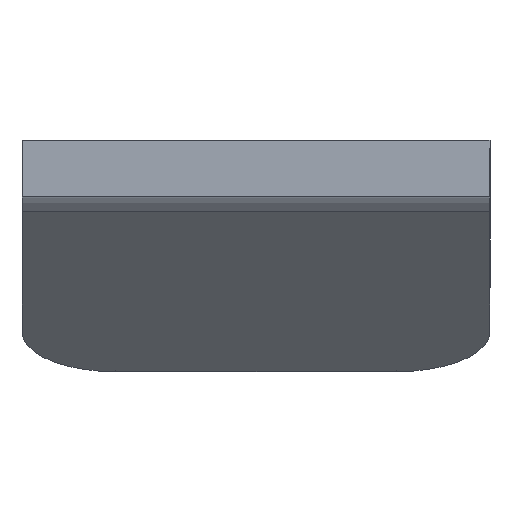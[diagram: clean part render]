
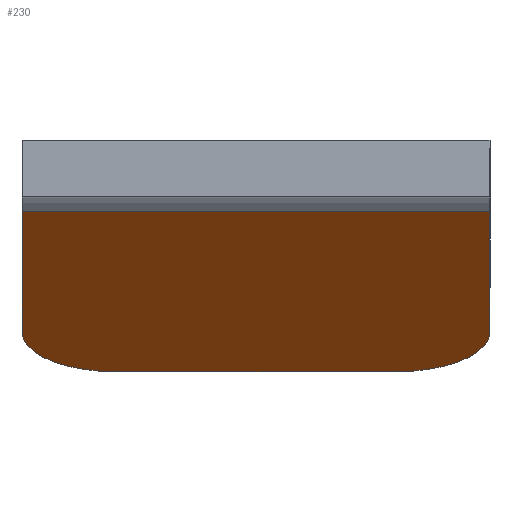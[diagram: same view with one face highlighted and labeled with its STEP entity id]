
A CAD part, front view. The second image highlights one B-rep face of the part: STEP entity #230.
In plain terms, the highlighted planar face has unit normal (0, -0.423, -0.906).
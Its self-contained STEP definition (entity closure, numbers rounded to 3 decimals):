
#2 = DIRECTION ( 'NONE',  ( -1., 0., 0. ) ) ;
#15 = VERTEX_POINT ( 'NONE', #422 ) ;
#21 = VERTEX_POINT ( 'NONE', #503 ) ;
#23 = VERTEX_POINT ( 'NONE', #301 ) ;
#28 = AXIS2_PLACEMENT_3D ( 'NONE', #68, #496, #110 ) ;
#29 = DIRECTION ( 'NONE',  ( 0., -0.906, 0.423 ) ) ;
#33 = CARTESIAN_POINT ( 'NONE',  ( -25., 99.516, -21.737 ) ) ;
#35 = ORIENTED_EDGE ( 'NONE', *, *, #84, .T. ) ;
#36 = CIRCLE ( 'NONE', #341, 10. ) ;
#39 = LINE ( 'NONE', #33, #102 ) ;
#40 = CARTESIAN_POINT ( 'NONE',  ( -25., 99.516, -21.737 ) ) ;
#48 = DIRECTION ( 'NONE',  ( 0., 0.423, 0.906 ) ) ;
#52 = EDGE_CURVE ( 'NONE', #404, #207, #39, .T. ) ;
#68 = CARTESIAN_POINT ( 'NONE',  ( -15., 90.453, -17.511 ) ) ;
#76 = EDGE_CURVE ( 'NONE', #404, #23, #36, .T. ) ;
#84 = EDGE_CURVE ( 'NONE', #489, #207, #502, .T. ) ;
#97 = EDGE_LOOP ( 'NONE', ( #100, #444, #429, #127, #370, #35 ) ) ;
#100 = ORIENTED_EDGE ( 'NONE', *, *, #52, .F. ) ;
#102 = VECTOR ( 'NONE', #2, 1000. ) ;
#110 = DIRECTION ( 'NONE',  ( 0., -0.906, 0.423 ) ) ;
#123 = CARTESIAN_POINT ( 'NONE',  ( -25., 90.453, -17.511 ) ) ;
#127 = ORIENTED_EDGE ( 'NONE', *, *, #364, .F. ) ;
#145 = CARTESIAN_POINT ( 'NONE',  ( 25., 99.516, -21.737 ) ) ;
#157 = CARTESIAN_POINT ( 'NONE',  ( -25., 99.516, -21.737 ) ) ;
#160 = CARTESIAN_POINT ( 'NONE',  ( -15., 99.516, -21.737 ) ) ;
#188 = CARTESIAN_POINT ( 'NONE',  ( 15., 90.453, -17.511 ) ) ;
#207 = VERTEX_POINT ( 'NONE', #160 ) ;
#221 = CARTESIAN_POINT ( 'NONE',  ( 15., 99.516, -21.737 ) ) ;
#230 = ADVANCED_FACE ( 'NONE', ( #395 ), #387, .F. ) ;
#240 = DIRECTION ( 'NONE',  ( 0., -0.906, 0.423 ) ) ;
#283 = LINE ( 'NONE', #454, #306 ) ;
#301 = CARTESIAN_POINT ( 'NONE',  ( 25., 90.453, -17.511 ) ) ;
#306 = VECTOR ( 'NONE', #438, 1000. ) ;
#311 = EDGE_CURVE ( 'NONE', #23, #15, #415, .T. ) ;
#330 = AXIS2_PLACEMENT_3D ( 'NONE', #157, #48, #240 ) ;
#336 = DIRECTION ( 'NONE',  ( 0., -0.906, 0.423 ) ) ;
#341 = AXIS2_PLACEMENT_3D ( 'NONE', #188, #414, #336 ) ;
#364 = EDGE_CURVE ( 'NONE', #21, #15, #283, .T. ) ;
#370 = ORIENTED_EDGE ( 'NONE', *, *, #500, .F. ) ;
#387 = PLANE ( 'NONE',  #330 ) ;
#395 = FACE_OUTER_BOUND ( 'NONE', #97, .T. ) ;
#404 = VERTEX_POINT ( 'NONE', #221 ) ;
#414 = DIRECTION ( 'NONE',  ( 0., -0.423, -0.906 ) ) ;
#415 = LINE ( 'NONE', #145, #474 ) ;
#422 = CARTESIAN_POINT ( 'NONE',  ( 25., 62.751, -4.593 ) ) ;
#423 = DIRECTION ( 'NONE',  ( 0., -0.906, 0.423 ) ) ;
#429 = ORIENTED_EDGE ( 'NONE', *, *, #311, .T. ) ;
#438 = DIRECTION ( 'NONE',  ( 1., 0., 0. ) ) ;
#444 = ORIENTED_EDGE ( 'NONE', *, *, #76, .T. ) ;
#454 = CARTESIAN_POINT ( 'NONE',  ( -25., 62.751, -4.593 ) ) ;
#459 = VECTOR ( 'NONE', #423, 1000. ) ;
#465 = LINE ( 'NONE', #40, #459 ) ;
#474 = VECTOR ( 'NONE', #29, 1000. ) ;
#489 = VERTEX_POINT ( 'NONE', #123 ) ;
#496 = DIRECTION ( 'NONE',  ( 0., -0.423, -0.906 ) ) ;
#500 = EDGE_CURVE ( 'NONE', #489, #21, #465, .T. ) ;
#502 = CIRCLE ( 'NONE', #28, 10. ) ;
#503 = CARTESIAN_POINT ( 'NONE',  ( -25., 62.751, -4.593 ) ) ;
